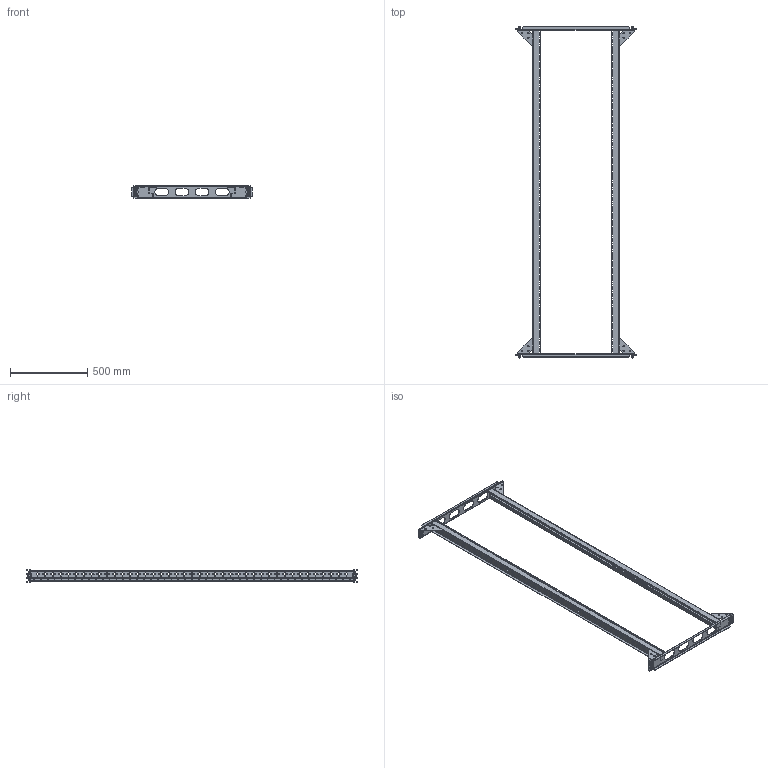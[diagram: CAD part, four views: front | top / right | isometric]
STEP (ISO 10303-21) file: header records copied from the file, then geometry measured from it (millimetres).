
FILE_DESCRIPTION (( 'STEP AP203' ), '1' );
FILE_NAME ('UR28811002280 Ðàìà ìîíòàæíàÿ 19-äþéìîâàÿ RS52 220.80 (000.801.656-05) .STEP', '2022-04-26T06:28:49', ( '' ), ( '' ), 'SwSTEP 2.0', 'SolidWorks 2017', '' );
FILE_SCHEMA (( 'CONFIG_CONTROL_DESIGN' ));
Length unit declared in the file: millimetre
Products named in the file (10): Âèíò DIN 912_Œ8å30; 000.121.009 Ðàìà ìîíòàæíàÿ 19-äþéìîâàÿ LC2_05 (220); 024-365 砑僔蠂縺; 嵑殧趌11371_8; UR28811002280 Ðàìà ìîíòàæíàÿ 19-äþéìîâàÿ RS52 220.80 (000.801.656-05) ; 072-12 Ïðîôèëü 19 òèï S_05 (220); Çàêëàäíàÿ ãàéêà Ì8 ÊÍÐ; 025-223 砑鳧罻_01 (00.80); 024-458 砑僔蠂縺; 嵑殧趌6402_8
Assembly tree (45 placements, depth 3):
  UR28811002280 Ðàìà ìîíòàæíàÿ 19-äþéìîâàÿ RS52 220.80 (000.801.656-05) 
    000.121.009 Ðàìà ìîíòàæíàÿ 19-äþéìîâàÿ LC2_05 (220)
      072-12 Ïðîôèëü 19 òèï S_05 (220)  x2
      025-223 砑鳧罻_01 (00.80)  x2
      024-365 砑僔蠂縺  x4
    Âèíò DIN 912_Œ8å30  x8
    Çàêëàäíàÿ ãàéêà Ì8 ÊÍÐ  x8
    024-458 砑僔蠂縺  x4
    嵑殧趌11371_8  x8
    嵑殧趌6402_8  x8
Bounding box: 777 x 2148.8 x 80.5 mm (x, y, z)
Volume: 1740380.5 mm3; surface area: 1660314.9 mm2
Topology: 52 solids, 52 shells, 3628 faces, 10188 edges, 6632 vertices
Faces by surface type: plane 2256, cylinder 1124, torus 128, cone 96, bspline 24
Entity records: 50373 total; most frequent: CARTESIAN_POINT 8397, ORIENTED_EDGE 8202, DIRECTION 7997, EDGE_CURVE 4101, LINE 3065, VECTOR 3065, VERTEX_POINT 2706, AXIS2_PLACEMENT_3D 2466
